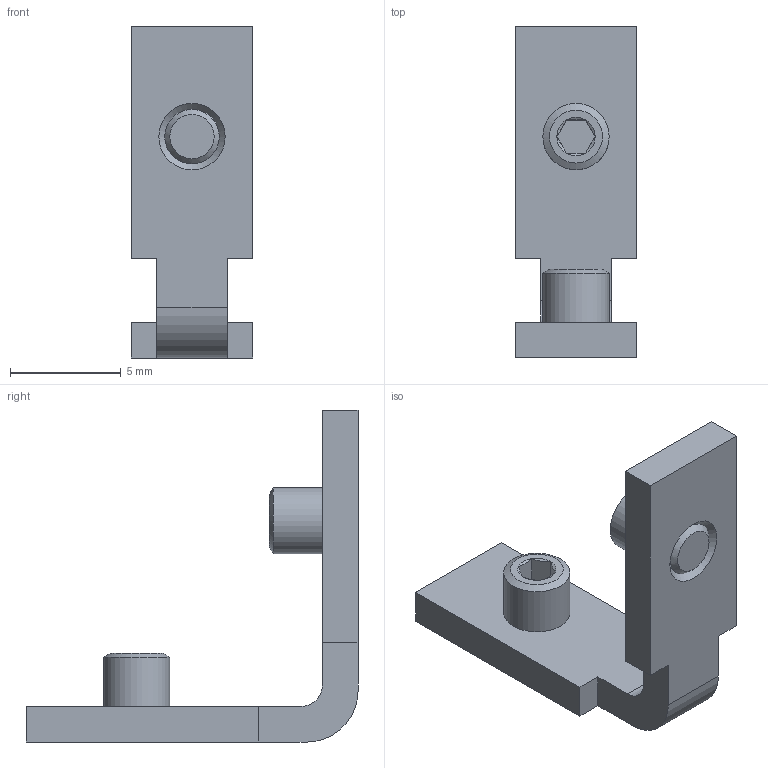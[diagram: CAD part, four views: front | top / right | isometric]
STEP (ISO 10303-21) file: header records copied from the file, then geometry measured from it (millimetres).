
FILE_DESCRIPTION( ( 'STEP AP203' ), '1' );
FILE_NAME( 'HBLPBS3.stp', '2021-03-11T17:22:40', ( 'License CC BY-ND 4.0' ), ( 'CADENAS' ), ' ', 'PARTsolutions', ' ' );
FILE_SCHEMA( ( 'CONFIG_CONTROL_DESIGN' ) );
Length unit declared in the file: millimetre
Products named in the file (3): HBLPBS3; _HBLPBS3_Bracket; _Hexagon socket set screw with flat point DIN 913 - M3x4
Assembly tree (3 placements, depth 2):
  HBLPBS3
    _HBLPBS3_Bracket
    _Hexagon socket set screw with flat point DIN 913 - M3x4  x2
Bounding box: 5.5 x 15 x 15 mm (x, y, z)
Volume: 252.6 mm3; surface area: 496.1 mm2
Topology: 3 solids, 3 shells, 60 faces, 124 edges, 72 vertices
Faces by surface type: plane 34, cone 20, cylinder 6
Full cylindrical faces by diameter (mm): 2.459 x2, 3 x2
Entity records: 1232 total; most frequent: CARTESIAN_POINT 216, DIRECTION 192, ORIENTED_EDGE 168, EDGE_CURVE 84, AXIS2_PLACEMENT_3D 68, EDGE_LOOP 56, VERTEX_POINT 56, LINE 56
